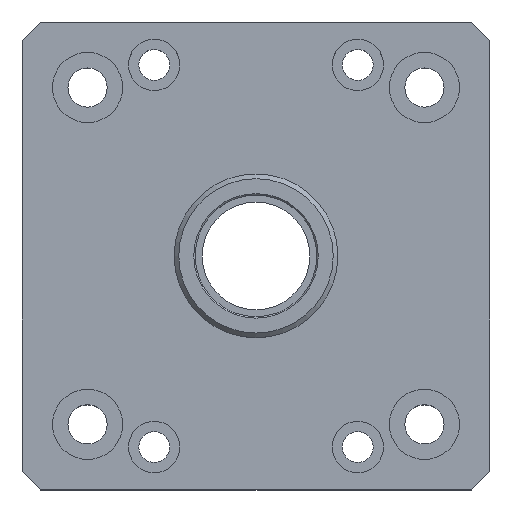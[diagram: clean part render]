
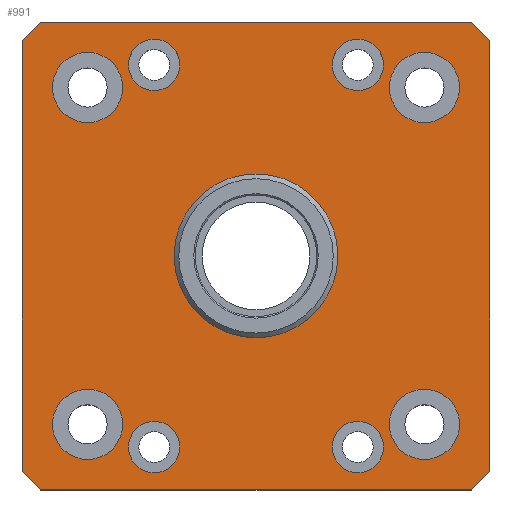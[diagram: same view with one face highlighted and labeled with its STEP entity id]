
A CAD part, top view. The second image highlights one B-rep face of the part: STEP entity #991.
In plain terms, the highlighted planar face has unit normal (0, 0, 1).
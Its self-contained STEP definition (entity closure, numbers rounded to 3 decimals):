
#72=FACE_BOUND('',#256,.T.);
#73=FACE_BOUND('',#257,.T.);
#74=FACE_BOUND('',#258,.T.);
#75=FACE_BOUND('',#259,.T.);
#76=FACE_BOUND('',#260,.T.);
#77=FACE_BOUND('',#261,.T.);
#78=FACE_BOUND('',#262,.T.);
#79=FACE_BOUND('',#263,.T.);
#80=FACE_BOUND('',#264,.T.);
#106=PLANE('',#1142);
#167=FACE_OUTER_BOUND('',#255,.T.);
#255=EDGE_LOOP('',(#906,#907,#908,#909,#910,#911,#912,#913));
#256=EDGE_LOOP('',(#914));
#257=EDGE_LOOP('',(#915));
#258=EDGE_LOOP('',(#916));
#259=EDGE_LOOP('',(#917));
#260=EDGE_LOOP('',(#918));
#261=EDGE_LOOP('',(#919));
#262=EDGE_LOOP('',(#920));
#263=EDGE_LOOP('',(#921));
#264=EDGE_LOOP('',(#922));
#277=LINE('',#1539,#336);
#281=LINE('',#1583,#340);
#287=LINE('',#1594,#346);
#293=LINE('',#1624,#352);
#296=LINE('',#1629,#355);
#297=LINE('',#1632,#356);
#299=LINE('',#1635,#358);
#323=LINE('',#1784,#382);
#336=VECTOR('',#1235,10.);
#340=VECTOR('',#1247,10.);
#346=VECTOR('',#1255,10.);
#352=VECTOR('',#1283,10.);
#355=VECTOR('',#1288,10.);
#356=VECTOR('',#1291,10.);
#358=VECTOR('',#1295,10.);
#382=VECTOR('',#1457,10.);
#420=CIRCLE('',#1079,17.5);
#423=CIRCLE('',#1084,7.5);
#426=CIRCLE('',#1090,7.5);
#429=CIRCLE('',#1096,7.5);
#432=CIRCLE('',#1102,7.5);
#440=CIRCLE('',#1121,5.5);
#443=CIRCLE('',#1127,5.5);
#446=CIRCLE('',#1133,5.5);
#449=CIRCLE('',#1139,5.5);
#474=VERTEX_POINT('',#1535);
#476=VERTEX_POINT('',#1538);
#482=VERTEX_POINT('',#1581);
#483=VERTEX_POINT('',#1582);
#487=VERTEX_POINT('',#1592);
#500=VERTEX_POINT('',#1623);
#501=VERTEX_POINT('',#1627);
#502=VERTEX_POINT('',#1631);
#506=VERTEX_POINT('',#1671);
#509=VERTEX_POINT('',#1680);
#512=VERTEX_POINT('',#1691);
#515=VERTEX_POINT('',#1702);
#518=VERTEX_POINT('',#1713);
#526=VERTEX_POINT('',#1745);
#529=VERTEX_POINT('',#1756);
#532=VERTEX_POINT('',#1767);
#535=VERTEX_POINT('',#1778);
#572=EDGE_CURVE('',#476,#474,#277,.T.);
#580=EDGE_CURVE('',#482,#483,#281,.T.);
#586=EDGE_CURVE('',#482,#487,#287,.T.);
#601=EDGE_CURVE('',#500,#487,#293,.T.);
#604=EDGE_CURVE('',#500,#501,#296,.T.);
#605=EDGE_CURVE('',#502,#474,#297,.T.);
#607=EDGE_CURVE('',#476,#501,#299,.T.);
#615=EDGE_CURVE('',#506,#506,#420,.T.);
#618=EDGE_CURVE('',#509,#509,#423,.T.);
#623=EDGE_CURVE('',#512,#512,#426,.T.);
#628=EDGE_CURVE('',#515,#515,#429,.T.);
#633=EDGE_CURVE('',#518,#518,#432,.T.);
#646=EDGE_CURVE('',#526,#526,#440,.T.);
#651=EDGE_CURVE('',#529,#529,#443,.T.);
#656=EDGE_CURVE('',#532,#532,#446,.T.);
#661=EDGE_CURVE('',#535,#535,#449,.T.);
#664=EDGE_CURVE('',#502,#483,#323,.T.);
#906=ORIENTED_EDGE('',*,*,#580,.F.);
#907=ORIENTED_EDGE('',*,*,#586,.T.);
#908=ORIENTED_EDGE('',*,*,#601,.F.);
#909=ORIENTED_EDGE('',*,*,#604,.T.);
#910=ORIENTED_EDGE('',*,*,#607,.F.);
#911=ORIENTED_EDGE('',*,*,#572,.T.);
#912=ORIENTED_EDGE('',*,*,#605,.F.);
#913=ORIENTED_EDGE('',*,*,#664,.T.);
#914=ORIENTED_EDGE('',*,*,#618,.T.);
#915=ORIENTED_EDGE('',*,*,#623,.T.);
#916=ORIENTED_EDGE('',*,*,#628,.T.);
#917=ORIENTED_EDGE('',*,*,#633,.T.);
#918=ORIENTED_EDGE('',*,*,#646,.T.);
#919=ORIENTED_EDGE('',*,*,#651,.T.);
#920=ORIENTED_EDGE('',*,*,#656,.T.);
#921=ORIENTED_EDGE('',*,*,#661,.T.);
#922=ORIENTED_EDGE('',*,*,#615,.T.);
#991=ADVANCED_FACE('',(#167,#72,#73,#74,#75,#76,#77,#78,#79,#80),#106,.T.);
#1079=AXIS2_PLACEMENT_3D('',#1673,#1312,#1313);
#1084=AXIS2_PLACEMENT_3D('',#1681,#1322,#1323);
#1090=AXIS2_PLACEMENT_3D('',#1692,#1336,#1337);
#1096=AXIS2_PLACEMENT_3D('',#1703,#1350,#1351);
#1102=AXIS2_PLACEMENT_3D('',#1714,#1364,#1365);
#1121=AXIS2_PLACEMENT_3D('',#1746,#1407,#1408);
#1127=AXIS2_PLACEMENT_3D('',#1757,#1421,#1422);
#1133=AXIS2_PLACEMENT_3D('',#1768,#1435,#1436);
#1139=AXIS2_PLACEMENT_3D('',#1779,#1449,#1450);
#1142=AXIS2_PLACEMENT_3D('',#1785,#1458,#1459);
#1235=DIRECTION('',(0.,1.,0.));
#1247=DIRECTION('',(0.707,0.707,0.));
#1255=DIRECTION('',(0.,-1.,0.));
#1283=DIRECTION('',(-0.707,0.707,0.));
#1288=DIRECTION('',(1.,0.,0.));
#1291=DIRECTION('',(0.707,-0.707,0.));
#1295=DIRECTION('',(-0.707,-0.707,0.));
#1312=DIRECTION('center_axis',(0.,0.,-1.));
#1313=DIRECTION('ref_axis',(1.,0.,0.));
#1322=DIRECTION('center_axis',(0.,0.,-1.));
#1323=DIRECTION('ref_axis',(1.,0.,0.));
#1336=DIRECTION('center_axis',(0.,0.,-1.));
#1337=DIRECTION('ref_axis',(1.,0.,0.));
#1350=DIRECTION('center_axis',(0.,0.,-1.));
#1351=DIRECTION('ref_axis',(1.,0.,0.));
#1364=DIRECTION('center_axis',(0.,0.,-1.));
#1365=DIRECTION('ref_axis',(1.,0.,0.));
#1407=DIRECTION('center_axis',(0.,0.,-1.));
#1408=DIRECTION('ref_axis',(1.,0.,0.));
#1421=DIRECTION('center_axis',(0.,0.,-1.));
#1422=DIRECTION('ref_axis',(1.,0.,0.));
#1435=DIRECTION('center_axis',(0.,0.,-1.));
#1436=DIRECTION('ref_axis',(1.,0.,0.));
#1449=DIRECTION('center_axis',(0.,0.,-1.));
#1450=DIRECTION('ref_axis',(1.,0.,0.));
#1457=DIRECTION('',(-1.,0.,0.));
#1458=DIRECTION('center_axis',(0.,0.,1.));
#1459=DIRECTION('ref_axis',(1.,0.,0.));
#1535=CARTESIAN_POINT('',(50.,46.,16.));
#1538=CARTESIAN_POINT('',(50.,-46.,16.));
#1539=CARTESIAN_POINT('',(50.,-50.,16.));
#1581=CARTESIAN_POINT('',(-50.,46.,16.));
#1582=CARTESIAN_POINT('',(-46.,50.,16.));
#1583=CARTESIAN_POINT('',(-48.,48.,16.));
#1592=CARTESIAN_POINT('',(-50.,-46.,16.));
#1594=CARTESIAN_POINT('',(-50.,50.,16.));
#1623=CARTESIAN_POINT('',(-46.,-50.,16.));
#1624=CARTESIAN_POINT('',(-48.,-48.,16.));
#1627=CARTESIAN_POINT('',(46.,-50.,16.));
#1629=CARTESIAN_POINT('',(-50.,-50.,16.));
#1631=CARTESIAN_POINT('',(46.,50.,16.));
#1632=CARTESIAN_POINT('',(48.,48.,16.));
#1635=CARTESIAN_POINT('',(48.,-48.,16.));
#1671=CARTESIAN_POINT('',(-17.5,0.,16.));
#1673=CARTESIAN_POINT('Origin',(0.,0.,16.));
#1680=CARTESIAN_POINT('',(28.5,-36.,16.));
#1681=CARTESIAN_POINT('Origin',(36.,-36.,16.));
#1691=CARTESIAN_POINT('',(-43.5,-36.,16.));
#1692=CARTESIAN_POINT('Origin',(-36.,-36.,16.));
#1702=CARTESIAN_POINT('',(-43.5,36.,16.));
#1703=CARTESIAN_POINT('Origin',(-36.,36.,16.));
#1713=CARTESIAN_POINT('',(28.5,36.,16.));
#1714=CARTESIAN_POINT('Origin',(36.,36.,16.));
#1745=CARTESIAN_POINT('',(-27.25,40.85,16.));
#1746=CARTESIAN_POINT('Origin',(-21.75,40.85,16.));
#1756=CARTESIAN_POINT('',(-27.25,-40.85,16.));
#1757=CARTESIAN_POINT('Origin',(-21.75,-40.85,16.));
#1767=CARTESIAN_POINT('',(16.25,-40.85,16.));
#1768=CARTESIAN_POINT('Origin',(21.75,-40.85,16.));
#1778=CARTESIAN_POINT('',(16.25,40.85,16.));
#1779=CARTESIAN_POINT('Origin',(21.75,40.85,16.));
#1784=CARTESIAN_POINT('',(50.,50.,16.));
#1785=CARTESIAN_POINT('Origin',(0.,0.,16.));
